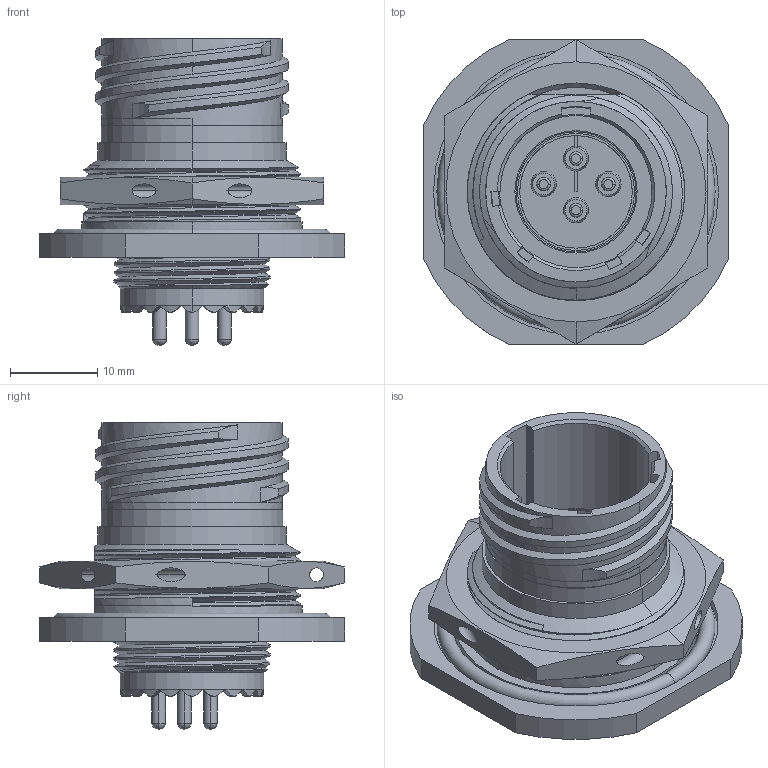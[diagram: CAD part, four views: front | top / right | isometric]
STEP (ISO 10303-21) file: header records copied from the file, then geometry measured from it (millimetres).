
FILE_DESCRIPTION((''),'2;1');
FILE_NAME('TVS07DS-13-4P-P15-_SW','2022-03-29T14:32:11',('sigmaxadm'),(''),'CREO PARAMETRIC BY PTC INC, 2021184','CREO PARAMETRIC BY PTC INC, 2021184','');
FILE_SCHEMA(('CONFIG_CONTROL_DESIGN'));
Products named in the file (1): TVS07DS-13-4P-P15-_SW
Bounding box: 34.92 x 34.92 x 35.1 mm (x, y, z)
Volume: 9144.2 mm3; surface area: 9337.9 mm2
Topology: 1 solids, 1 shells, 1000 faces, 2707 edges, 1775 vertices
Faces by surface type: plane 706, cylinder 169, cone 43, bspline 42, torus 40
Entity records: 50744 total; most frequent: CARTESIAN_POINT 26093, ORIENTED_EDGE 5414, DIRECTION 4583, EDGE_CURVE 2707, VECTOR 1947, LINE 1947, VERTEX_POINT 1775, AXIS2_PLACEMENT_3D 1318
